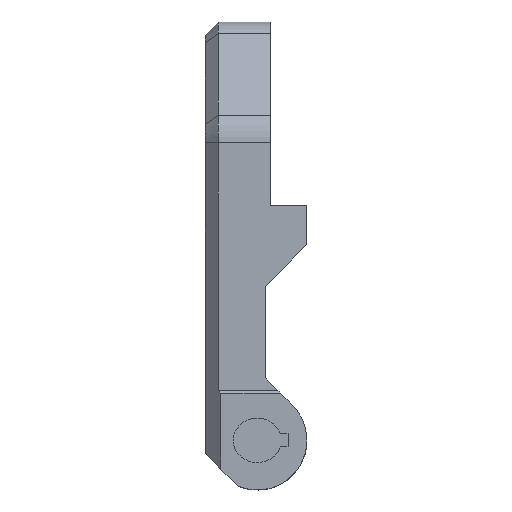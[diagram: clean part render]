
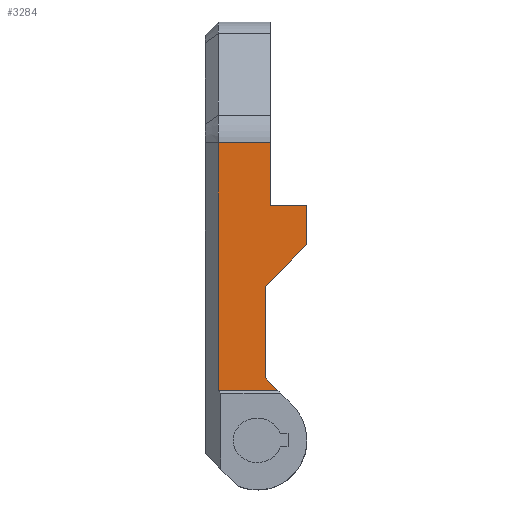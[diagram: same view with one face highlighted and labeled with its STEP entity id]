
A CAD part, front view. The second image highlights one B-rep face of the part: STEP entity #3284.
In plain terms, the highlighted planar face has unit normal (0, -1, 0).
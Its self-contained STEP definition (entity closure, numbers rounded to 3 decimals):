
#221=PLANE('',#3507);
#384=FACE_OUTER_BOUND('',#574,.T.);
#574=EDGE_LOOP('',(#2794,#2795,#2796,#2797,#2798,#2799,#2800,#2801,#2802));
#719=LINE('',#4802,#1100);
#747=LINE('',#4898,#1128);
#883=LINE('',#5229,#1264);
#911=LINE('',#5289,#1292);
#912=LINE('',#5291,#1293);
#913=LINE('',#5293,#1294);
#914=LINE('',#5295,#1295);
#915=LINE('',#5297,#1296);
#916=LINE('',#5298,#1297);
#1100=VECTOR('',#3749,10.);
#1128=VECTOR('',#3813,10.);
#1264=VECTOR('',#4079,10.);
#1292=VECTOR('',#4147,10.);
#1293=VECTOR('',#4150,10.);
#1294=VECTOR('',#4151,10.);
#1295=VECTOR('',#4152,10.);
#1296=VECTOR('',#4153,10.);
#1297=VECTOR('',#4154,10.);
#1489=VERTEX_POINT('',#4799);
#1490=VERTEX_POINT('',#4801);
#1520=VERTEX_POINT('',#4894);
#1522=VERTEX_POINT('',#4897);
#1633=VERTEX_POINT('',#5227);
#1634=VERTEX_POINT('',#5228);
#1647=VERTEX_POINT('',#5292);
#1648=VERTEX_POINT('',#5294);
#1649=VERTEX_POINT('',#5296);
#1831=EDGE_CURVE('',#1489,#1490,#719,.T.);
#1869=EDGE_CURVE('',#1520,#1522,#747,.T.);
#2023=EDGE_CURVE('',#1633,#1634,#883,.T.);
#2055=EDGE_CURVE('',#1634,#1489,#911,.T.);
#2056=EDGE_CURVE('',#1522,#1633,#912,.T.);
#2057=EDGE_CURVE('',#1647,#1520,#913,.T.);
#2058=EDGE_CURVE('',#1648,#1647,#914,.T.);
#2059=EDGE_CURVE('',#1649,#1648,#915,.T.);
#2060=EDGE_CURVE('',#1490,#1649,#916,.T.);
#2794=ORIENTED_EDGE('',*,*,#2023,.F.);
#2795=ORIENTED_EDGE('',*,*,#2056,.F.);
#2796=ORIENTED_EDGE('',*,*,#1869,.F.);
#2797=ORIENTED_EDGE('',*,*,#2057,.F.);
#2798=ORIENTED_EDGE('',*,*,#2058,.F.);
#2799=ORIENTED_EDGE('',*,*,#2059,.F.);
#2800=ORIENTED_EDGE('',*,*,#2060,.F.);
#2801=ORIENTED_EDGE('',*,*,#1831,.F.);
#2802=ORIENTED_EDGE('',*,*,#2055,.F.);
#3284=ADVANCED_FACE('',(#384),#221,.F.);
#3507=AXIS2_PLACEMENT_3D('',#5290,#4148,#4149);
#3749=DIRECTION('',(0.,0.,-1.));
#3813=DIRECTION('',(0.707,0.,-0.707));
#4079=DIRECTION('',(0.,0.,1.));
#4147=DIRECTION('',(1.,0.,0.));
#4148=DIRECTION('center_axis',(0.,1.,0.));
#4149=DIRECTION('ref_axis',(0.,0.,1.));
#4150=DIRECTION('',(-1.,0.,0.));
#4151=DIRECTION('',(0.,0.,-1.));
#4152=DIRECTION('',(-0.707,0.,-0.707));
#4153=DIRECTION('',(0.,0.,-1.));
#4154=DIRECTION('',(1.,0.,0.));
#4799=CARTESIAN_POINT('',(1.,0.,22.757));
#4801=CARTESIAN_POINT('',(1.,0.,18.));
#4802=CARTESIAN_POINT('',(1.,0.,32.));
#4894=CARTESIAN_POINT('',(0.6,0.,4.774));
#4897=CARTESIAN_POINT('',(1.574,0.,3.8));
#4898=CARTESIAN_POINT('',(0.6,0.,4.774));
#5227=CARTESIAN_POINT('',(-3.,0.,3.8));
#5228=CARTESIAN_POINT('',(-3.,0.,22.757));
#5229=CARTESIAN_POINT('',(-3.,0.,9.421));
#5289=CARTESIAN_POINT('',(-1.075,0.,22.757));
#5290=CARTESIAN_POINT('Origin',(-0.1,0.,15.242));
#5291=CARTESIAN_POINT('',(0.837,0.,3.8));
#5292=CARTESIAN_POINT('',(0.6,0.,11.766));
#5293=CARTESIAN_POINT('',(0.6,0.,11.766));
#5294=CARTESIAN_POINT('',(3.8,0.,14.966));
#5295=CARTESIAN_POINT('',(3.8,0.,14.966));
#5296=CARTESIAN_POINT('',(3.8,0.,18.));
#5297=CARTESIAN_POINT('',(3.8,0.,18.));
#5298=CARTESIAN_POINT('',(1.,0.,18.));
